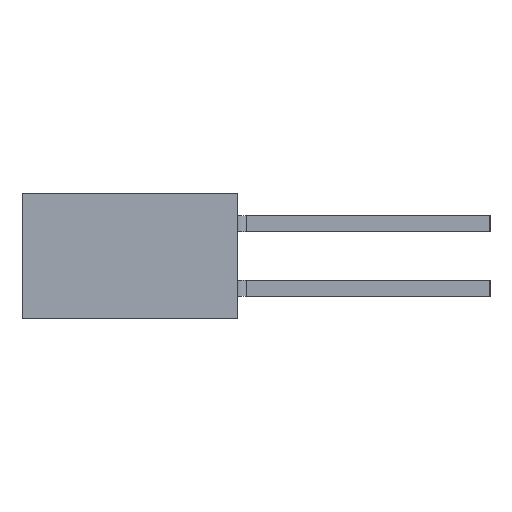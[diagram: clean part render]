
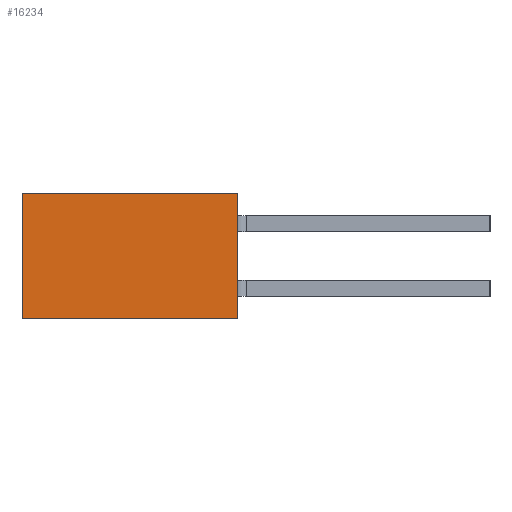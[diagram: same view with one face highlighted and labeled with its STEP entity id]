
A CAD part, left-side view. The second image highlights one B-rep face of the part: STEP entity #16234.
In plain terms, the highlighted planar face has unit normal (-1, 0, 0).
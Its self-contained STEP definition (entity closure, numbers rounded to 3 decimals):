
#95 = CARTESIAN_POINT ( 'NONE',  ( -25.654, -4.508, -2.477 ) ) ;
#1308 = CARTESIAN_POINT ( 'NONE',  ( -25.654, 4., -2.477 ) ) ;
#2097 = CARTESIAN_POINT ( 'NONE',  ( -25.654, 4., 2.477 ) ) ;
#3262 = CARTESIAN_POINT ( 'NONE',  ( -25.654, 4., -2.477 ) ) ;
#3653 = VERTEX_POINT ( 'NONE', #95 ) ;
#4492 = VECTOR ( 'NONE', #5205, 1000. ) ;
#5205 = DIRECTION ( 'NONE',  ( 0., 0., 1. ) ) ;
#5515 = LINE ( 'NONE', #14043, #10369 ) ;
#6378 = DIRECTION ( 'NONE',  ( 0., 0., -1. ) ) ;
#6398 = ORIENTED_EDGE ( 'NONE', *, *, #22112, .F. ) ;
#7398 = EDGE_CURVE ( 'NONE', #19357, #3653, #5515, .T. ) ;
#7453 = CARTESIAN_POINT ( 'NONE',  ( -25.654, 4., -2.477 ) ) ;
#7779 = ORIENTED_EDGE ( 'NONE', *, *, #21976, .F. ) ;
#7964 = LINE ( 'NONE', #13916, #20623 ) ;
#8116 = PLANE ( 'NONE',  #12842 ) ;
#10150 = VERTEX_POINT ( 'NONE', #19688 ) ;
#10369 = VECTOR ( 'NONE', #19322, 1000. ) ;
#11663 = DIRECTION ( 'NONE',  ( 1., 0., 0. ) ) ;
#12031 = VERTEX_POINT ( 'NONE', #12955 ) ;
#12842 = AXIS2_PLACEMENT_3D ( 'NONE', #1308, #11663, #6378 ) ;
#12933 = EDGE_CURVE ( 'NONE', #12031, #10150, #16670, .T. ) ;
#12955 = CARTESIAN_POINT ( 'NONE',  ( -25.654, 4., 2.477 ) ) ;
#13916 = CARTESIAN_POINT ( 'NONE',  ( -25.654, -4.508, 2.477 ) ) ;
#14043 = CARTESIAN_POINT ( 'NONE',  ( -25.654, 4., -2.477 ) ) ;
#14112 = DIRECTION ( 'NONE',  ( 0., -1., 0. ) ) ;
#15326 = ORIENTED_EDGE ( 'NONE', *, *, #12933, .F. ) ;
#16234 = ADVANCED_FACE ( 'NONE', ( #20287 ), #8116, .F. ) ;
#16627 = ORIENTED_EDGE ( 'NONE', *, *, #7398, .T. ) ;
#16670 = LINE ( 'NONE', #2097, #18298 ) ;
#18298 = VECTOR ( 'NONE', #14112, 1000. ) ;
#18494 = LINE ( 'NONE', #3262, #4492 ) ;
#19322 = DIRECTION ( 'NONE',  ( 0., -1., 0. ) ) ;
#19357 = VERTEX_POINT ( 'NONE', #7453 ) ;
#19688 = CARTESIAN_POINT ( 'NONE',  ( -25.654, -4.508, 2.477 ) ) ;
#20287 = FACE_OUTER_BOUND ( 'NONE', #21167, .T. ) ;
#20623 = VECTOR ( 'NONE', #20904, 1000. ) ;
#20904 = DIRECTION ( 'NONE',  ( 0., 0., -1. ) ) ;
#21167 = EDGE_LOOP ( 'NONE', ( #16627, #6398, #15326, #7779 ) ) ;
#21976 = EDGE_CURVE ( 'NONE', #19357, #12031, #18494, .T. ) ;
#22112 = EDGE_CURVE ( 'NONE', #10150, #3653, #7964, .T. ) ;
